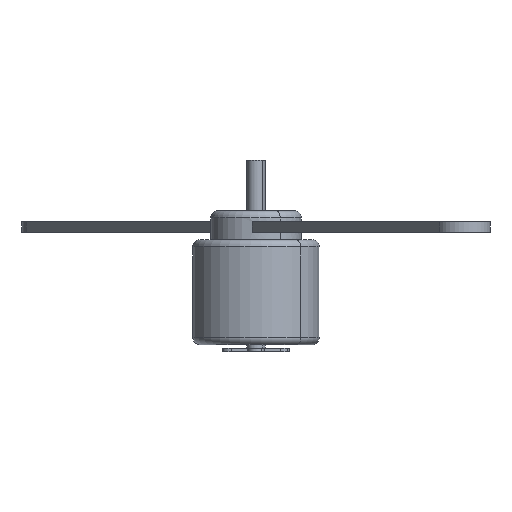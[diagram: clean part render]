
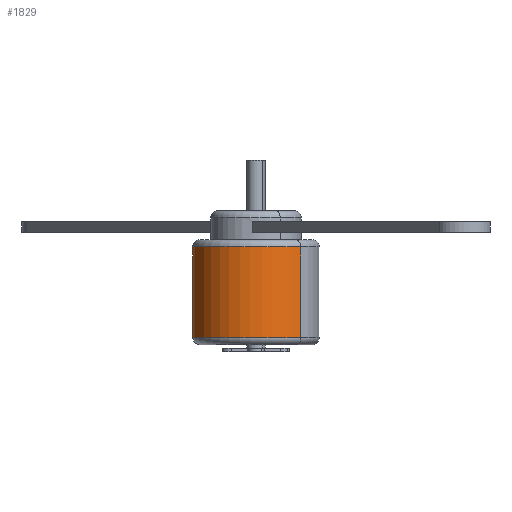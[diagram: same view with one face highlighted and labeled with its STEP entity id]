
A CAD part, front view. The second image highlights one B-rep face of the part: STEP entity #1829.
In plain terms, the highlighted cylindrical face has radius 17.5 mm (diameter 35 mm), a partial arc.
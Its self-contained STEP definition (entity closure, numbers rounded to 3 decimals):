
#16 = AXIS2_PLACEMENT_3D ( 'NONE', #241, #96, #547 ) ;
#96 = DIRECTION ( 'NONE',  ( 0., 0., -1. ) ) ;
#128 = EDGE_CURVE ( 'NONE', #1702, #391, #1192, .T. ) ;
#241 = CARTESIAN_POINT ( 'NONE',  ( 0., 0., 29. ) ) ;
#315 = LINE ( 'NONE', #741, #445 ) ;
#391 = VERTEX_POINT ( 'NONE', #1208 ) ;
#393 = DIRECTION ( 'NONE',  ( 0., 0., -1. ) ) ;
#445 = VECTOR ( 'NONE', #608, 1000. ) ;
#463 = ORIENTED_EDGE ( 'NONE', *, *, #128, .F. ) ;
#547 = DIRECTION ( 'NONE',  ( 1., 0., 0. ) ) ;
#557 = FACE_OUTER_BOUND ( 'NONE', #1020, .T. ) ;
#581 = DIRECTION ( 'NONE',  ( 0., 0., -1. ) ) ;
#608 = DIRECTION ( 'NONE',  ( 0., 0., -1. ) ) ;
#741 = CARTESIAN_POINT ( 'NONE',  ( -17.5, 0., 31. ) ) ;
#778 = EDGE_CURVE ( 'NONE', #1197, #960, #315, .T. ) ;
#781 = CARTESIAN_POINT ( 'NONE',  ( 0., 0., 4. ) ) ;
#794 = ORIENTED_EDGE ( 'NONE', *, *, #817, .T. ) ;
#817 = EDGE_CURVE ( 'NONE', #960, #391, #1490, .T. ) ;
#904 = DIRECTION ( 'NONE',  ( 1., 0., 0. ) ) ;
#927 = CARTESIAN_POINT ( 'NONE',  ( 17.5, 0., 29. ) ) ;
#932 = VECTOR ( 'NONE', #581, 1000. ) ;
#960 = VERTEX_POINT ( 'NONE', #1410 ) ;
#991 = CARTESIAN_POINT ( 'NONE',  ( 0., 0., 31. ) ) ;
#1020 = EDGE_LOOP ( 'NONE', ( #463, #1379, #1428, #794 ) ) ;
#1182 = DIRECTION ( 'NONE',  ( 0., 0., 1. ) ) ;
#1192 = LINE ( 'NONE', #1929, #932 ) ;
#1197 = VERTEX_POINT ( 'NONE', #1851 ) ;
#1208 = CARTESIAN_POINT ( 'NONE',  ( 17.5, 0., 4. ) ) ;
#1379 = ORIENTED_EDGE ( 'NONE', *, *, #1904, .T. ) ;
#1410 = CARTESIAN_POINT ( 'NONE',  ( -17.5, 0., 4. ) ) ;
#1428 = ORIENTED_EDGE ( 'NONE', *, *, #778, .T. ) ;
#1431 = CYLINDRICAL_SURFACE ( 'NONE', #1708, 17.5 ) ;
#1471 = DIRECTION ( 'NONE',  ( -1., 0., 0. ) ) ;
#1490 = CIRCLE ( 'NONE', #1552, 17.5 ) ;
#1552 = AXIS2_PLACEMENT_3D ( 'NONE', #781, #1182, #904 ) ;
#1702 = VERTEX_POINT ( 'NONE', #927 ) ;
#1708 = AXIS2_PLACEMENT_3D ( 'NONE', #991, #393, #1471 ) ;
#1740 = CIRCLE ( 'NONE', #16, 17.5 ) ;
#1829 = ADVANCED_FACE ( 'NONE', ( #557 ), #1431, .T. ) ;
#1851 = CARTESIAN_POINT ( 'NONE',  ( -17.5, 0., 29. ) ) ;
#1904 = EDGE_CURVE ( 'NONE', #1702, #1197, #1740, .T. ) ;
#1929 = CARTESIAN_POINT ( 'NONE',  ( 17.5, 0., 31. ) ) ;
